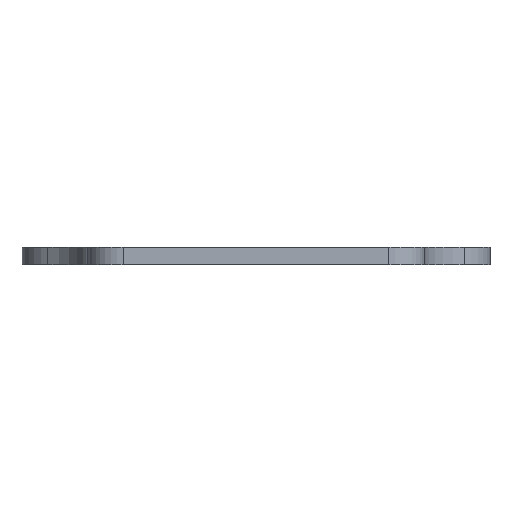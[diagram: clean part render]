
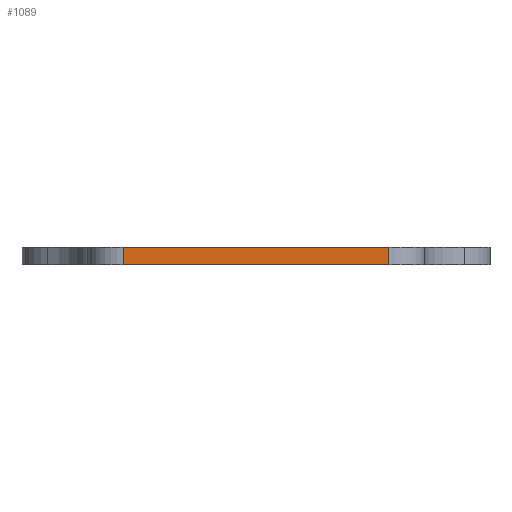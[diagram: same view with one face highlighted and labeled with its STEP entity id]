
A CAD part, front view. The second image highlights one B-rep face of the part: STEP entity #1089.
In plain terms, the highlighted planar face has unit normal (0, -1, 0).
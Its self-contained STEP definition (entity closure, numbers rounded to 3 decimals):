
#73=PLANE('',#1183);
#103=FACE_OUTER_BOUND('',#157,.T.);
#157=EDGE_LOOP('',(#816,#817,#818,#819));
#271=LINE('',#1726,#353);
#272=LINE('',#1729,#354);
#273=LINE('',#1731,#355);
#274=LINE('',#1732,#356);
#353=VECTOR('',#1404,10.);
#354=VECTOR('',#1407,10.);
#355=VECTOR('',#1408,10.);
#356=VECTOR('',#1409,10.);
#502=VERTEX_POINT('',#1719);
#505=VERTEX_POINT('',#1724);
#506=VERTEX_POINT('',#1728);
#507=VERTEX_POINT('',#1730);
#634=EDGE_CURVE('',#505,#502,#271,.T.);
#635=EDGE_CURVE('',#505,#506,#272,.T.);
#636=EDGE_CURVE('',#507,#506,#273,.T.);
#637=EDGE_CURVE('',#502,#507,#274,.T.);
#816=ORIENTED_EDGE('',*,*,#634,.F.);
#817=ORIENTED_EDGE('',*,*,#635,.T.);
#818=ORIENTED_EDGE('',*,*,#636,.F.);
#819=ORIENTED_EDGE('',*,*,#637,.F.);
#1089=ADVANCED_FACE('',(#103),#73,.T.);
#1183=AXIS2_PLACEMENT_3D('',#1727,#1405,#1406);
#1404=DIRECTION('',(0.,0.,-1.));
#1405=DIRECTION('center_axis',(0.,-1.,0.));
#1406=DIRECTION('ref_axis',(-1.,0.,0.));
#1407=DIRECTION('',(-1.,0.,0.));
#1408=DIRECTION('',(0.,0.,1.));
#1409=DIRECTION('',(-1.,0.,0.));
#1719=CARTESIAN_POINT('',(15.,-53.,-2.));
#1724=CARTESIAN_POINT('',(15.,-53.,0.));
#1726=CARTESIAN_POINT('',(15.,-53.,0.));
#1727=CARTESIAN_POINT('Origin',(0.,-53.,0.));
#1728=CARTESIAN_POINT('',(-15.,-53.,0.));
#1729=CARTESIAN_POINT('',(19.,-53.,0.));
#1730=CARTESIAN_POINT('',(-15.,-53.,-2.));
#1731=CARTESIAN_POINT('',(-15.,-53.,0.));
#1732=CARTESIAN_POINT('',(17.,-53.,-2.));
